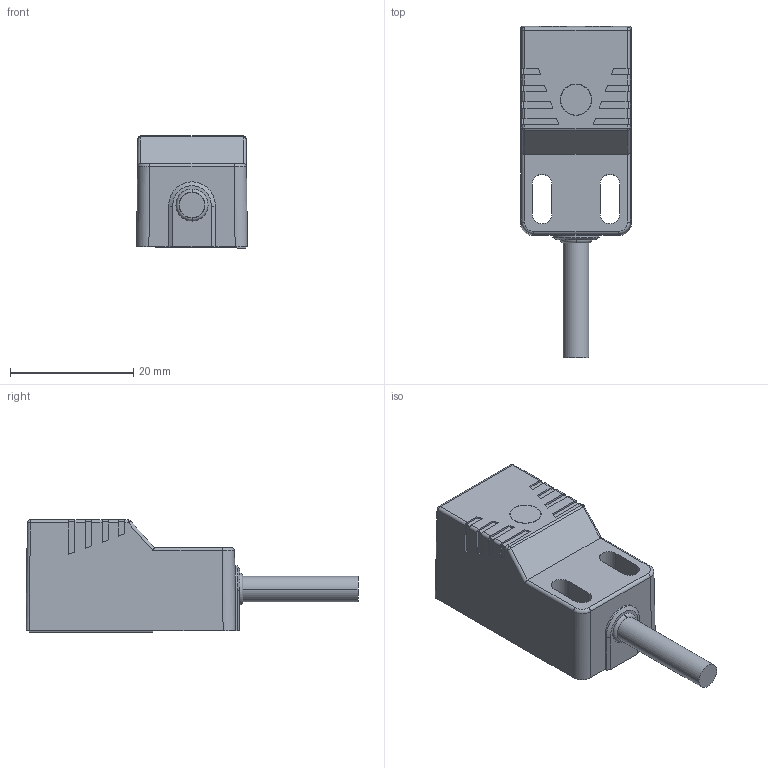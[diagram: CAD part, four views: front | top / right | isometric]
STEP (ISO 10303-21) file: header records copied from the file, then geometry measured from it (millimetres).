
FILE_DESCRIPTION((''),'2;1');
FILE_NAME('TQF18-','2021-12-27T',('EDY'),(''),'CREO PARAMETRIC BY PTC INC, 2018070','CREO PARAMETRIC BY PTC INC, 2018070','');
FILE_SCHEMA(('CONFIG_CONTROL_DESIGN'));
Length unit declared in the file: millimetre
Products named in the file (1): TQF18-
Bounding box: 18 x 53.9 x 18.22 mm (x, y, z)
Volume: 8016.7 mm3; surface area: 5047.7 mm2
Topology: 3 solids, 9 shells, 224 faces, 575 edges, 373 vertices
Faces by surface type: plane 151, cylinder 60, cone 5, sphere 4, torus 4
Entity records: 6987 total; most frequent: CARTESIAN_POINT 1422, ORIENTED_EDGE 1142, DIRECTION 1088, EDGE_CURVE 571, VECTOR 404, LINE 404, VERTEX_POINT 373, AXIS2_PLACEMENT_3D 342
